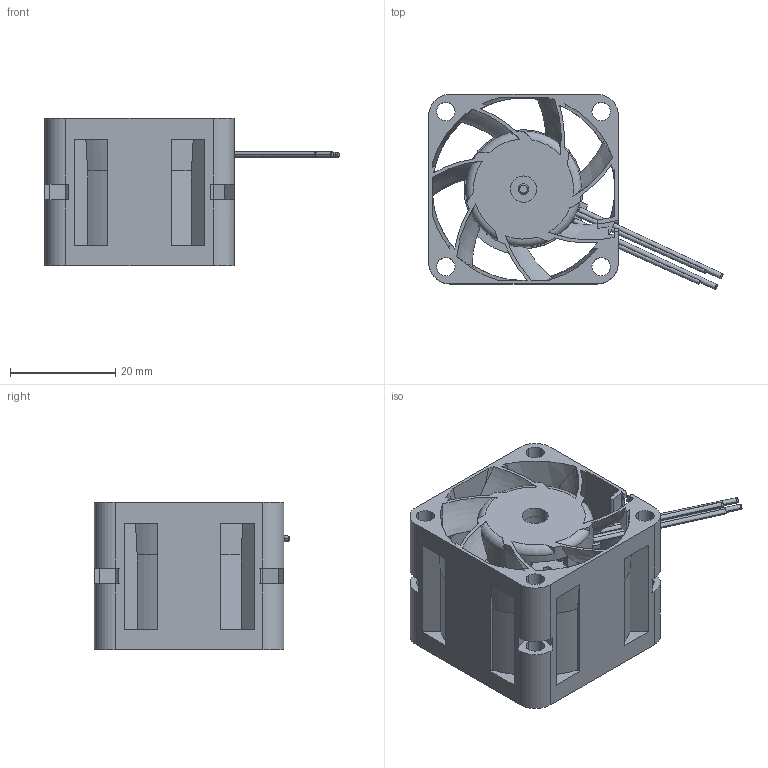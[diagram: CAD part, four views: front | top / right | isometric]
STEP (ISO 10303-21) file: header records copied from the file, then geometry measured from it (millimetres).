
FILE_DESCRIPTION((''),'2;1');
FILE_NAME('FFB03612EHNJEH_ASM_ASM','2023-02-24T17:06:45',('SUYI.KUAN'),(''),'CREO PARAMETRIC BY PTC INC, 2020454','CREO PARAMETRIC BY PTC INC, 2020454','');
FILE_SCHEMA(('CONFIG_CONTROL_DESIGN'));
Length unit declared in the file: millimetre
Products named in the file (14): 4102006700_1_1; 220823-1-R0_0829C_ASM_2_1_1; 220823-1-R0_0829C_ASM_2_2_1; 220823-1-R0_0829C_ASM_2_ASM_1_ASM; 220823-1-R0_0829D_ASM_2_1_1; 220823-1-R0_0829D_ASM_2_2_1; 220823-1-R0_0829D_ASM_2_ASM_1_ASM; 4103007800_HUB_2_1; SISTEEL_1_1; 317601420000_18; 317601430000_14; FFB03612EHNJEH_ASM_3_ASM_1_ASM; FFB03612EHNJEH_ASM_ASM_2_ASM; FFB03612EHNJEH_ASM_ASM
Assembly tree (13 placements, depth 5):
  FFB03612EHNJEH_ASM_ASM
    FFB03612EHNJEH_ASM_ASM_2_ASM
      FFB03612EHNJEH_ASM_3_ASM_1_ASM
        4102006700_1_1
        220823-1-R0_0829C_ASM_2_ASM_1_ASM
          220823-1-R0_0829C_ASM_2_1_1
          220823-1-R0_0829C_ASM_2_2_1
        220823-1-R0_0829D_ASM_2_ASM_1_ASM
          220823-1-R0_0829D_ASM_2_1_1
          220823-1-R0_0829D_ASM_2_2_1
        4103007800_HUB_2_1
        SISTEEL_1_1
        317601420000_18
        317601430000_14
Bounding box: 55.94 x 37.09 x 28 mm (x, y, z)
Volume: 12131.3 mm3; surface area: 19384.3 mm2
Topology: 9 solids, 9 shells, 1668 faces, 4573 edges, 2869 vertices
Faces by surface type: plane 842, cylinder 528, torus 114, sphere 80, cone 58, bspline 46
Entity records: 56874 total; most frequent: CARTESIAN_POINT 14648, ORIENTED_EDGE 8986, DIRECTION 8624, EDGE_CURVE 4493, AXIS2_PLACEMENT_3D 3000, VERTEX_POINT 2869, VECTOR 2624, LINE 2624
